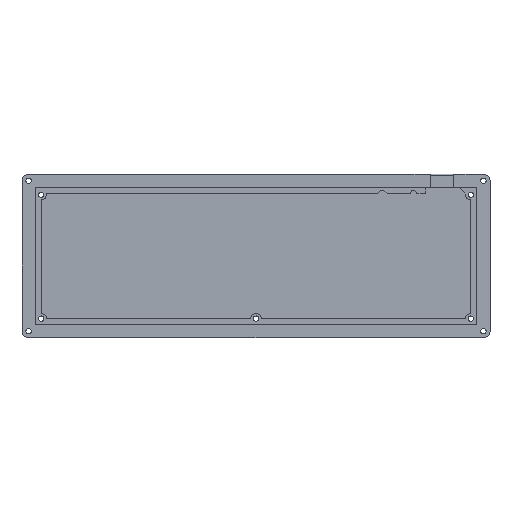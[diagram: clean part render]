
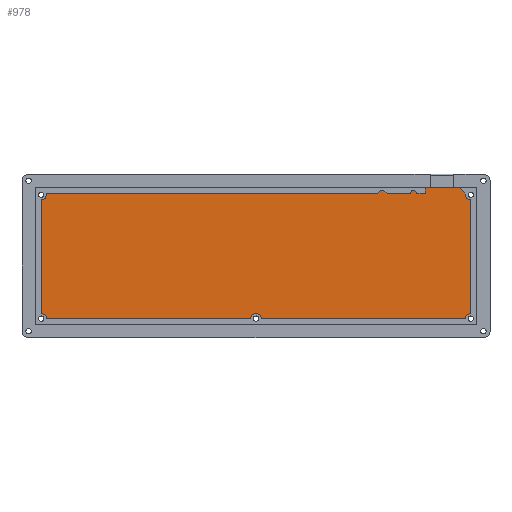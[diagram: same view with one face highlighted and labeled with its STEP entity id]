
A CAD part, top view. The second image highlights one B-rep face of the part: STEP entity #978.
In plain terms, the highlighted planar face has unit normal (0, 0, 1).
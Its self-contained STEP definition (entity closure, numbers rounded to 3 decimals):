
#50=PLANE('',#1056);
#89=FACE_OUTER_BOUND('',#142,.T.);
#142=EDGE_LOOP('',(#771,#772,#773,#774,#775,#776,#777,#778,#779,#780,#781,
#782,#783,#784,#785,#786,#787,#788,#789,#790,#791));
#227=LINE('',#1611,#328);
#231=LINE('',#1619,#332);
#232=LINE('',#1621,#333);
#233=LINE('',#1623,#334);
#234=LINE('',#1625,#335);
#235=LINE('',#1627,#336);
#236=LINE('',#1629,#337);
#237=LINE('',#1631,#338);
#238=LINE('',#1633,#339);
#239=LINE('',#1635,#340);
#240=LINE('',#1637,#341);
#241=LINE('',#1641,#342);
#242=LINE('',#1645,#343);
#243=LINE('',#1649,#344);
#244=LINE('',#1653,#345);
#245=LINE('',#1656,#346);
#328=VECTOR('',#1219,10.);
#332=VECTOR('',#1227,10.);
#333=VECTOR('',#1228,10.);
#334=VECTOR('',#1229,10.);
#335=VECTOR('',#1230,10.);
#336=VECTOR('',#1231,10.);
#337=VECTOR('',#1232,10.);
#338=VECTOR('',#1233,10.);
#339=VECTOR('',#1234,10.);
#340=VECTOR('',#1235,10.);
#341=VECTOR('',#1236,10.);
#342=VECTOR('',#1239,10.);
#343=VECTOR('',#1242,10.);
#344=VECTOR('',#1245,10.);
#345=VECTOR('',#1248,10.);
#346=VECTOR('',#1251,10.);
#402=CIRCLE('',#1057,4.);
#403=CIRCLE('',#1058,4.);
#404=CIRCLE('',#1059,4.);
#405=CIRCLE('',#1060,4.);
#406=CIRCLE('',#1061,4.);
#465=VERTEX_POINT('',#1608);
#466=VERTEX_POINT('',#1610);
#468=VERTEX_POINT('',#1618);
#469=VERTEX_POINT('',#1620);
#470=VERTEX_POINT('',#1622);
#471=VERTEX_POINT('',#1624);
#472=VERTEX_POINT('',#1626);
#473=VERTEX_POINT('',#1628);
#474=VERTEX_POINT('',#1630);
#475=VERTEX_POINT('',#1632);
#476=VERTEX_POINT('',#1634);
#477=VERTEX_POINT('',#1636);
#478=VERTEX_POINT('',#1638);
#479=VERTEX_POINT('',#1640);
#480=VERTEX_POINT('',#1642);
#481=VERTEX_POINT('',#1644);
#482=VERTEX_POINT('',#1646);
#483=VERTEX_POINT('',#1648);
#484=VERTEX_POINT('',#1650);
#485=VERTEX_POINT('',#1652);
#486=VERTEX_POINT('',#1654);
#579=EDGE_CURVE('',#466,#465,#227,.T.);
#583=EDGE_CURVE('',#465,#468,#231,.T.);
#584=EDGE_CURVE('',#468,#469,#232,.T.);
#585=EDGE_CURVE('',#469,#470,#233,.T.);
#586=EDGE_CURVE('',#470,#471,#234,.T.);
#587=EDGE_CURVE('',#471,#472,#235,.T.);
#588=EDGE_CURVE('',#472,#473,#236,.T.);
#589=EDGE_CURVE('',#473,#474,#237,.T.);
#590=EDGE_CURVE('',#474,#475,#238,.T.);
#591=EDGE_CURVE('',#475,#476,#239,.T.);
#592=EDGE_CURVE('',#476,#477,#240,.T.);
#593=EDGE_CURVE('',#477,#478,#402,.T.);
#594=EDGE_CURVE('',#478,#479,#241,.T.);
#595=EDGE_CURVE('',#479,#480,#403,.T.);
#596=EDGE_CURVE('',#480,#481,#242,.T.);
#597=EDGE_CURVE('',#481,#482,#404,.T.);
#598=EDGE_CURVE('',#482,#483,#243,.T.);
#599=EDGE_CURVE('',#483,#484,#405,.T.);
#600=EDGE_CURVE('',#484,#485,#244,.T.);
#601=EDGE_CURVE('',#485,#486,#406,.T.);
#602=EDGE_CURVE('',#486,#466,#245,.T.);
#771=ORIENTED_EDGE('',*,*,#579,.T.);
#772=ORIENTED_EDGE('',*,*,#583,.T.);
#773=ORIENTED_EDGE('',*,*,#584,.T.);
#774=ORIENTED_EDGE('',*,*,#585,.T.);
#775=ORIENTED_EDGE('',*,*,#586,.T.);
#776=ORIENTED_EDGE('',*,*,#587,.T.);
#777=ORIENTED_EDGE('',*,*,#588,.T.);
#778=ORIENTED_EDGE('',*,*,#589,.T.);
#779=ORIENTED_EDGE('',*,*,#590,.T.);
#780=ORIENTED_EDGE('',*,*,#591,.T.);
#781=ORIENTED_EDGE('',*,*,#592,.T.);
#782=ORIENTED_EDGE('',*,*,#593,.T.);
#783=ORIENTED_EDGE('',*,*,#594,.T.);
#784=ORIENTED_EDGE('',*,*,#595,.T.);
#785=ORIENTED_EDGE('',*,*,#596,.T.);
#786=ORIENTED_EDGE('',*,*,#597,.T.);
#787=ORIENTED_EDGE('',*,*,#598,.T.);
#788=ORIENTED_EDGE('',*,*,#599,.T.);
#789=ORIENTED_EDGE('',*,*,#600,.T.);
#790=ORIENTED_EDGE('',*,*,#601,.T.);
#791=ORIENTED_EDGE('',*,*,#602,.T.);
#978=ADVANCED_FACE('',(#89),#50,.T.);
#1056=AXIS2_PLACEMENT_3D('',#1617,#1225,#1226);
#1057=AXIS2_PLACEMENT_3D('',#1639,#1237,#1238);
#1058=AXIS2_PLACEMENT_3D('',#1643,#1240,#1241);
#1059=AXIS2_PLACEMENT_3D('',#1647,#1243,#1244);
#1060=AXIS2_PLACEMENT_3D('',#1651,#1246,#1247);
#1061=AXIS2_PLACEMENT_3D('',#1655,#1249,#1250);
#1219=DIRECTION('',(-1.,0.,0.));
#1225=DIRECTION('center_axis',(0.,0.,1.));
#1226=DIRECTION('ref_axis',(1.,0.,0.));
#1227=DIRECTION('',(0.,-1.,0.));
#1228=DIRECTION('',(-1.,0.,0.));
#1229=DIRECTION('',(-0.514,0.857,0.));
#1230=DIRECTION('',(-1.,0.,0.));
#1231=DIRECTION('',(-0.371,-0.928,0.));
#1232=DIRECTION('',(-1.,0.,0.));
#1233=DIRECTION('',(-0.707,0.707,0.));
#1234=DIRECTION('',(-1.,0.,0.));
#1235=DIRECTION('',(-0.707,-0.707,0.));
#1236=DIRECTION('',(-1.,0.,0.));
#1237=DIRECTION('center_axis',(0.,0.,-1.));
#1238=DIRECTION('ref_axis',(1.,0.,0.));
#1239=DIRECTION('',(0.,-1.,0.));
#1240=DIRECTION('center_axis',(0.,0.,-1.));
#1241=DIRECTION('ref_axis',(1.,0.,0.));
#1242=DIRECTION('',(1.,0.,0.));
#1243=DIRECTION('center_axis',(0.,0.,-1.));
#1244=DIRECTION('ref_axis',(1.,0.,0.));
#1245=DIRECTION('',(1.,0.,0.));
#1246=DIRECTION('center_axis',(0.,0.,-1.));
#1247=DIRECTION('ref_axis',(1.,0.,0.));
#1248=DIRECTION('',(0.,1.,0.));
#1249=DIRECTION('center_axis',(0.,0.,-1.));
#1250=DIRECTION('ref_axis',(1.,0.,0.));
#1251=DIRECTION('',(-0.653,0.758,0.));
#1608=CARTESIAN_POINT('',(128.5,52.,0.));
#1610=CARTESIAN_POINT('',(154.746,52.,0.));
#1611=CARTESIAN_POINT('',(-83.75,52.,0.));
#1617=CARTESIAN_POINT('Origin',(0.,0.,0.));
#1618=CARTESIAN_POINT('',(128.5,47.495,0.));
#1619=CARTESIAN_POINT('',(128.5,23.748,0.));
#1620=CARTESIAN_POINT('',(122.,47.495,0.));
#1621=CARTESIAN_POINT('',(61.,47.495,0.));
#1622=CARTESIAN_POINT('',(120.5,49.995,0.));
#1623=CARTESIAN_POINT('',(115.58,58.195,0.));
#1624=CARTESIAN_POINT('',(118.,49.995,0.));
#1625=CARTESIAN_POINT('',(59.,49.995,0.));
#1626=CARTESIAN_POINT('',(117.,47.495,0.));
#1627=CARTESIAN_POINT('',(100.742,6.851,0.));
#1628=CARTESIAN_POINT('',(99.5,47.495,0.));
#1629=CARTESIAN_POINT('',(49.75,47.495,0.));
#1630=CARTESIAN_POINT('',(97.,49.995,0.));
#1631=CARTESIAN_POINT('',(85.249,61.746,0.));
#1632=CARTESIAN_POINT('',(94.5,49.995,0.));
#1633=CARTESIAN_POINT('',(47.25,49.995,0.));
#1634=CARTESIAN_POINT('',(92.,47.495,0.));
#1635=CARTESIAN_POINT('',(57.126,12.621,0.));
#1636=CARTESIAN_POINT('',(-159.126,47.495,0.));
#1637=CARTESIAN_POINT('',(-79.563,47.495,0.));
#1638=CARTESIAN_POINT('',(-163.,42.5,0.));
#1639=CARTESIAN_POINT('Origin',(-163.,46.5,0.));
#1640=CARTESIAN_POINT('',(-163.,-43.5,0.));
#1641=CARTESIAN_POINT('',(-163.,-21.75,0.));
#1642=CARTESIAN_POINT('',(-159.,-47.5,0.));
#1643=CARTESIAN_POINT('Origin',(-163.,-47.5,0.));
#1644=CARTESIAN_POINT('',(-4.,-47.5,0.));
#1645=CARTESIAN_POINT('',(-2.,-47.5,0.));
#1646=CARTESIAN_POINT('',(4.,-47.5,0.));
#1647=CARTESIAN_POINT('Origin',(0.,-47.5,0.));
#1648=CARTESIAN_POINT('',(159.,-47.5,0.));
#1649=CARTESIAN_POINT('',(79.5,-47.5,0.));
#1650=CARTESIAN_POINT('',(163.,-43.5,0.));
#1651=CARTESIAN_POINT('Origin',(163.,-47.5,0.));
#1652=CARTESIAN_POINT('',(163.,42.5,0.));
#1653=CARTESIAN_POINT('',(163.,21.25,0.));
#1654=CARTESIAN_POINT('',(159.034,47.023,0.));
#1655=CARTESIAN_POINT('Origin',(163.,46.5,0.));
#1656=CARTESIAN_POINT('',(134.637,75.339,0.));
